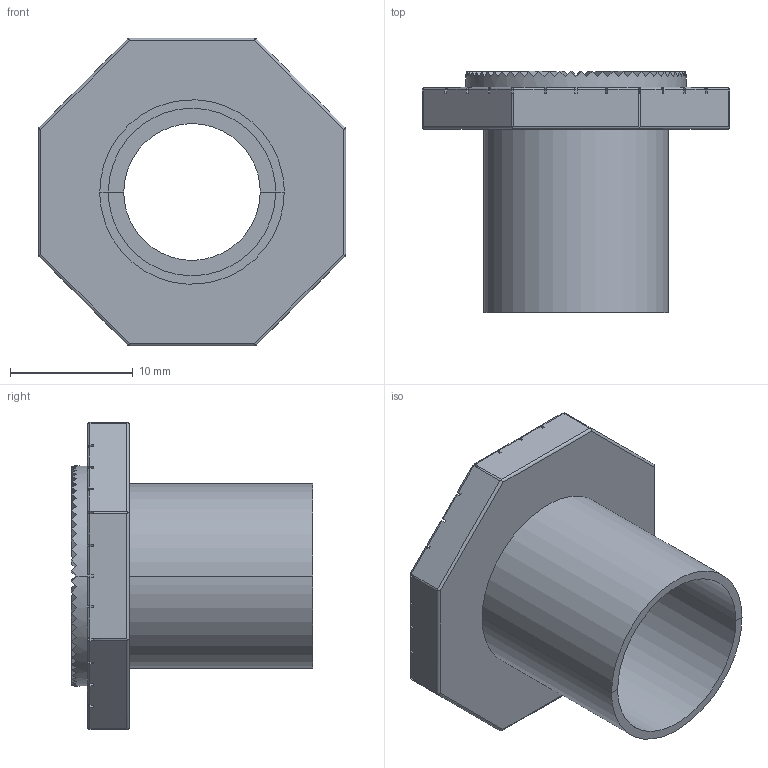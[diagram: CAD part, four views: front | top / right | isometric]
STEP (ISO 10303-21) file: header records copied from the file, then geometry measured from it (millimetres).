
FILE_DESCRIPTION(/* description */ (''),/* implementation_level */ '2;1');
FILE_NAME(/* name */ 'Baton mécanique - Douille avec graduation',/* time_stamp */ '2022-02-09T14:10:21+01:00',/* author */ (''),/* organization */ (''),/* preprocessor_version */ 'ST-DEVELOPER v16.5',/* originating_system */ 'Rhino 7.14',/* authorisation */ '');
FILE_SCHEMA (('AUTOMOTIVE_DESIGN'));
Length unit declared in the file: millimetre
Products named in the file (1): Document
Bounding box: 25 x 19.6 x 25 mm (x, y, z)
Volume: 2081.8 mm3; surface area: 2790.7 mm2
Topology: 1 solids, 1 shells, 426 faces, 1128 edges, 704 vertices
Faces by surface type: plane 170, bspline 134, cylinder 122
Entity records: 12995 total; most frequent: CARTESIAN_POINT 5958, ORIENTED_EDGE 2256, EDGE_CURVE 1128, VERTEX_POINT 704, B_SPLINE_CURVE_WITH_KNOTS 629, EDGE_LOOP 428, ADVANCED_FACE 426, FACE_OUTER_BOUND 426
